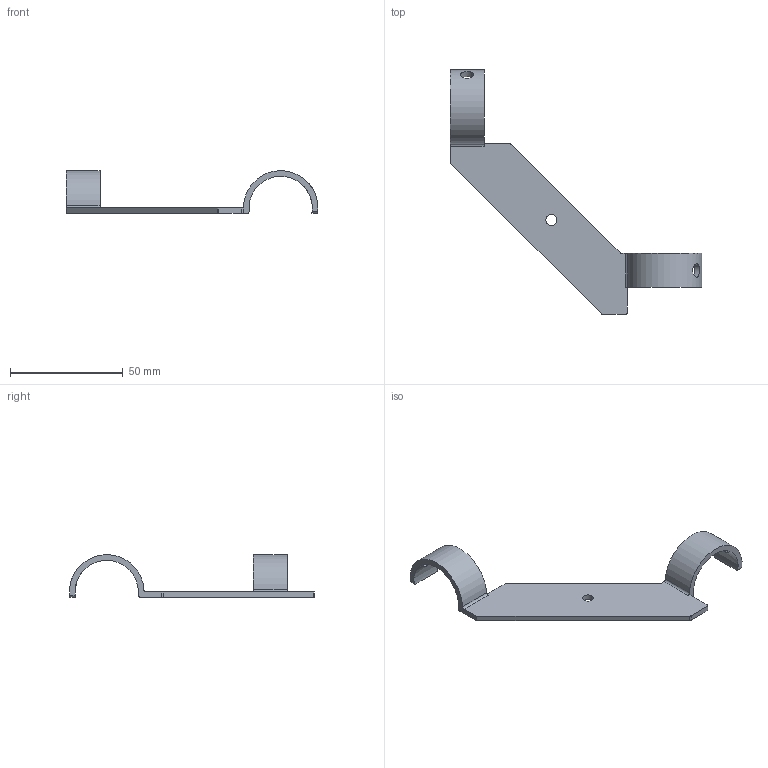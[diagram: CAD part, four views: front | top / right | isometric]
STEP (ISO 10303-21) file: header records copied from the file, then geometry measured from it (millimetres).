
FILE_DESCRIPTION(/* description */ (''),/* implementation_level */ '2;1');
FILE_NAME(/* name */ '350030.stp',/* time_stamp */ '2020-12-11T14:37:10+01:00',/* author */ ('Spacek'),/* organization */ ('Alutec K&K'),/* preprocessor_version */ 'ST-DEVELOPER v18.1',/* originating_system */ 'Autodesk Inventor 2021',/* authorisation */ '');
FILE_SCHEMA (('AUTOMOTIVE_DESIGN { 1 0 10303 214 3 1 1 }'));
Length unit declared in the file: millimetre
Products named in the file (1): 350030
Bounding box: 111.44 x 108.44 x 18.9 mm (x, y, z)
Volume: 9413.2 mm3; surface area: 8928.1 mm2
Topology: 1 solids, 1 shells, 33 faces, 97 edges, 66 vertices
Faces by surface type: cylinder 20, plane 13
Full cylindrical faces by diameter (mm): 4.9 x1, 5.9 x2
Entity records: 1350 total; most frequent: CARTESIAN_POINT 415, ORIENTED_EDGE 194, DIRECTION 177, EDGE_CURVE 97, VERTEX_POINT 66, AXIS2_PLACEMENT_3D 62, LINE 53, VECTOR 53
